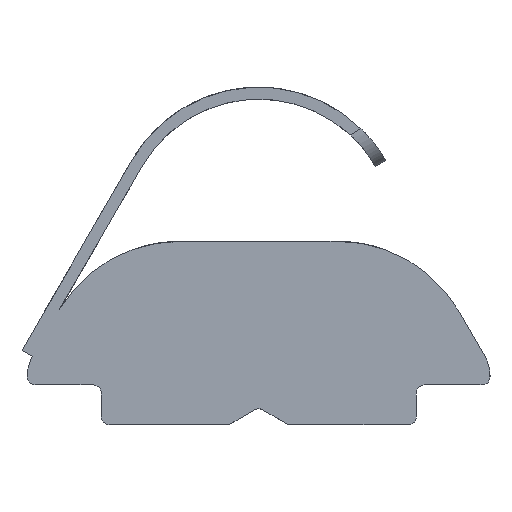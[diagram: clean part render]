
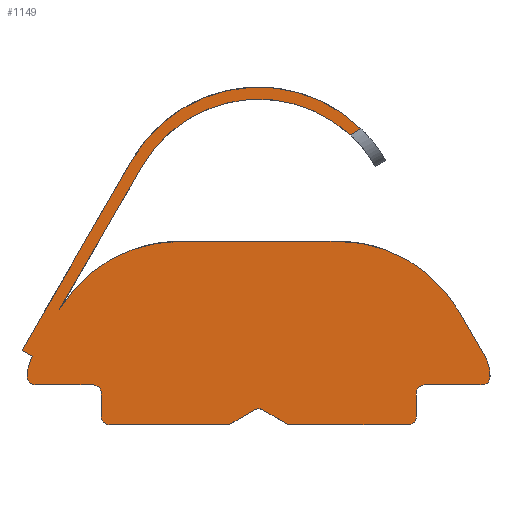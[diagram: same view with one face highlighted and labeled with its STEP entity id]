
A CAD part, left-side view. The second image highlights one B-rep face of the part: STEP entity #1149.
In plain terms, the highlighted planar face has unit normal (-1, 0, 0).
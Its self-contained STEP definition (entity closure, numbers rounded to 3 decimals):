
#34=PLANE('',#1251);
#84=FACE_OUTER_BOUND('',#145,.T.);
#145=EDGE_LOOP('',(#915,#916,#917,#918,#919,#920,#921,#922,#923,#924,#925,
#926,#927,#928,#929,#930,#931,#932,#933,#934,#935,#936,#937,#938,#939,#940,
#941,#942,#943));
#227=CIRCLE('',#1226,3.677);
#233=CIRCLE('',#1245,3.377);
#234=CIRCLE('',#1249,3.5);
#236=CIRCLE('',#1252,1.);
#237=CIRCLE('',#1253,0.2);
#238=CIRCLE('',#1254,0.2);
#239=CIRCLE('',#1255,0.2);
#240=CIRCLE('',#1256,0.2);
#241=CIRCLE('',#1257,0.2);
#242=CIRCLE('',#1258,0.2);
#243=CIRCLE('',#1259,0.2);
#244=CIRCLE('',#1260,1.);
#245=CIRCLE('',#1261,3.5);
#267=LINE('',#2632,#356);
#286=LINE('',#2790,#375);
#287=LINE('',#2796,#376);
#292=LINE('',#2804,#381);
#295=LINE('',#2816,#384);
#296=LINE('',#2820,#385);
#297=LINE('',#2824,#386);
#298=LINE('',#2828,#387);
#299=LINE('',#2830,#388);
#300=LINE('',#2834,#389);
#301=LINE('',#2836,#390);
#302=LINE('',#2840,#391);
#303=LINE('',#2844,#392);
#304=LINE('',#2848,#393);
#305=LINE('',#2852,#394);
#306=LINE('',#2855,#395);
#356=VECTOR('',#1376,1.);
#375=VECTOR('',#1437,1.);
#376=VECTOR('',#1444,1.);
#381=VECTOR('',#1451,1.);
#384=VECTOR('',#1464,1.);
#385=VECTOR('',#1467,1.);
#386=VECTOR('',#1470,1.);
#387=VECTOR('',#1473,1.);
#388=VECTOR('',#1474,1.);
#389=VECTOR('',#1477,1.);
#390=VECTOR('',#1478,1.);
#391=VECTOR('',#1481,1.);
#392=VECTOR('',#1484,1.);
#393=VECTOR('',#1487,1.);
#394=VECTOR('',#1490,1.);
#395=VECTOR('',#1493,1.);
#474=VERTEX_POINT('',#2608);
#476=VERTEX_POINT('',#2621);
#483=VERTEX_POINT('',#2673);
#501=VERTEX_POINT('',#2785);
#502=VERTEX_POINT('',#2788);
#503=VERTEX_POINT('',#2794);
#504=VERTEX_POINT('',#2795);
#507=VERTEX_POINT('',#2806);
#509=VERTEX_POINT('',#2813);
#510=VERTEX_POINT('',#2815);
#511=VERTEX_POINT('',#2817);
#512=VERTEX_POINT('',#2819);
#513=VERTEX_POINT('',#2821);
#514=VERTEX_POINT('',#2823);
#515=VERTEX_POINT('',#2825);
#516=VERTEX_POINT('',#2827);
#517=VERTEX_POINT('',#2829);
#518=VERTEX_POINT('',#2831);
#519=VERTEX_POINT('',#2833);
#520=VERTEX_POINT('',#2835);
#521=VERTEX_POINT('',#2837);
#522=VERTEX_POINT('',#2839);
#523=VERTEX_POINT('',#2841);
#524=VERTEX_POINT('',#2843);
#525=VERTEX_POINT('',#2845);
#526=VERTEX_POINT('',#2847);
#527=VERTEX_POINT('',#2849);
#528=VERTEX_POINT('',#2851);
#529=VERTEX_POINT('',#2853);
#609=EDGE_CURVE('',#474,#476,#267,.T.);
#618=EDGE_CURVE('',#483,#476,#227,.T.);
#647=EDGE_CURVE('',#502,#501,#286,.T.);
#648=EDGE_CURVE('',#474,#502,#233,.T.);
#649=EDGE_CURVE('',#503,#504,#287,.T.);
#654=EDGE_CURVE('',#504,#483,#292,.T.);
#655=EDGE_CURVE('',#501,#507,#234,.T.);
#659=EDGE_CURVE('',#509,#503,#236,.T.);
#660=EDGE_CURVE('',#510,#509,#295,.T.);
#661=EDGE_CURVE('',#511,#510,#237,.T.);
#662=EDGE_CURVE('',#512,#511,#296,.T.);
#663=EDGE_CURVE('',#513,#512,#238,.T.);
#664=EDGE_CURVE('',#514,#513,#297,.T.);
#665=EDGE_CURVE('',#515,#514,#239,.T.);
#666=EDGE_CURVE('',#516,#515,#298,.T.);
#667=EDGE_CURVE('',#517,#516,#299,.T.);
#668=EDGE_CURVE('',#518,#517,#240,.T.);
#669=EDGE_CURVE('',#519,#518,#300,.T.);
#670=EDGE_CURVE('',#520,#519,#301,.T.);
#671=EDGE_CURVE('',#521,#520,#241,.T.);
#672=EDGE_CURVE('',#522,#521,#302,.T.);
#673=EDGE_CURVE('',#523,#522,#242,.T.);
#674=EDGE_CURVE('',#524,#523,#303,.T.);
#675=EDGE_CURVE('',#525,#524,#243,.T.);
#676=EDGE_CURVE('',#526,#525,#304,.T.);
#677=EDGE_CURVE('',#527,#526,#244,.T.);
#678=EDGE_CURVE('',#528,#527,#305,.T.);
#679=EDGE_CURVE('',#529,#528,#245,.T.);
#680=EDGE_CURVE('',#507,#529,#306,.T.);
#915=ORIENTED_EDGE('',*,*,#655,.F.);
#916=ORIENTED_EDGE('',*,*,#647,.F.);
#917=ORIENTED_EDGE('',*,*,#648,.F.);
#918=ORIENTED_EDGE('',*,*,#609,.T.);
#919=ORIENTED_EDGE('',*,*,#618,.F.);
#920=ORIENTED_EDGE('',*,*,#654,.F.);
#921=ORIENTED_EDGE('',*,*,#649,.F.);
#922=ORIENTED_EDGE('',*,*,#659,.F.);
#923=ORIENTED_EDGE('',*,*,#660,.F.);
#924=ORIENTED_EDGE('',*,*,#661,.F.);
#925=ORIENTED_EDGE('',*,*,#662,.F.);
#926=ORIENTED_EDGE('',*,*,#663,.F.);
#927=ORIENTED_EDGE('',*,*,#664,.F.);
#928=ORIENTED_EDGE('',*,*,#665,.F.);
#929=ORIENTED_EDGE('',*,*,#666,.F.);
#930=ORIENTED_EDGE('',*,*,#667,.F.);
#931=ORIENTED_EDGE('',*,*,#668,.F.);
#932=ORIENTED_EDGE('',*,*,#669,.F.);
#933=ORIENTED_EDGE('',*,*,#670,.F.);
#934=ORIENTED_EDGE('',*,*,#671,.F.);
#935=ORIENTED_EDGE('',*,*,#672,.F.);
#936=ORIENTED_EDGE('',*,*,#673,.F.);
#937=ORIENTED_EDGE('',*,*,#674,.F.);
#938=ORIENTED_EDGE('',*,*,#675,.F.);
#939=ORIENTED_EDGE('',*,*,#676,.F.);
#940=ORIENTED_EDGE('',*,*,#677,.F.);
#941=ORIENTED_EDGE('',*,*,#678,.F.);
#942=ORIENTED_EDGE('',*,*,#679,.F.);
#943=ORIENTED_EDGE('',*,*,#680,.F.);
#1149=ADVANCED_FACE('',(#84),#34,.T.);
#1226=AXIS2_PLACEMENT_3D('',#2675,#1387,#1388);
#1245=AXIS2_PLACEMENT_3D('',#2792,#1440,#1441);
#1249=AXIS2_PLACEMENT_3D('',#2807,#1454,#1455);
#1251=AXIS2_PLACEMENT_3D('',#2812,#1460,#1461);
#1252=AXIS2_PLACEMENT_3D('',#2814,#1462,#1463);
#1253=AXIS2_PLACEMENT_3D('',#2818,#1465,#1466);
#1254=AXIS2_PLACEMENT_3D('',#2822,#1468,#1469);
#1255=AXIS2_PLACEMENT_3D('',#2826,#1471,#1472);
#1256=AXIS2_PLACEMENT_3D('',#2832,#1475,#1476);
#1257=AXIS2_PLACEMENT_3D('',#2838,#1479,#1480);
#1258=AXIS2_PLACEMENT_3D('',#2842,#1482,#1483);
#1259=AXIS2_PLACEMENT_3D('',#2846,#1485,#1486);
#1260=AXIS2_PLACEMENT_3D('',#2850,#1488,#1489);
#1261=AXIS2_PLACEMENT_3D('',#2854,#1491,#1492);
#1376=DIRECTION('',(0.,-0.866,0.5));
#1387=DIRECTION('center_axis',(1.,0.,0.));
#1388=DIRECTION('ref_axis',(0.,-0.866,0.5));
#1437=DIRECTION('',(0.,0.5,-0.866));
#1440=DIRECTION('center_axis',(-1.,0.,0.));
#1441=DIRECTION('ref_axis',(0.,-0.866,0.5));
#1444=DIRECTION('',(0.,0.866,0.5));
#1451=DIRECTION('',(0.,-0.5,0.866));
#1454=DIRECTION('center_axis',(1.,0.,0.));
#1455=DIRECTION('ref_axis',(0.,0.,1.));
#1460=DIRECTION('center_axis',(-1.,0.,0.));
#1461=DIRECTION('ref_axis',(0.,0.,-1.));
#1462=DIRECTION('center_axis',(1.,0.,0.));
#1463=DIRECTION('ref_axis',(0.,0.866,0.5));
#1464=DIRECTION('',(0.,0.,1.));
#1465=DIRECTION('center_axis',(1.,0.,0.));
#1466=DIRECTION('ref_axis',(0.,1.,0.));
#1467=DIRECTION('',(0.,1.,0.));
#1468=DIRECTION('center_axis',(-1.,0.,0.));
#1469=DIRECTION('ref_axis',(0.,-1.,0.));
#1470=DIRECTION('',(0.,0.,1.));
#1471=DIRECTION('center_axis',(1.,0.,0.));
#1472=DIRECTION('ref_axis',(0.,1.,0.));
#1473=DIRECTION('',(0.,1.,0.));
#1474=DIRECTION('',(0.,0.866,-0.5));
#1475=DIRECTION('center_axis',(-1.,0.,0.));
#1476=DIRECTION('ref_axis',(0.,-0.5,0.866));
#1477=DIRECTION('',(0.,0.866,0.5));
#1478=DIRECTION('',(0.,1.,0.));
#1479=DIRECTION('center_axis',(1.,0.,0.));
#1480=DIRECTION('ref_axis',(0.,0.,-1.));
#1481=DIRECTION('',(0.,0.,-1.));
#1482=DIRECTION('center_axis',(-1.,0.,0.));
#1483=DIRECTION('ref_axis',(0.,0.,1.));
#1484=DIRECTION('',(0.,1.,0.));
#1485=DIRECTION('center_axis',(1.,0.,0.));
#1486=DIRECTION('ref_axis',(0.,0.,-1.));
#1487=DIRECTION('',(0.,0.,-1.));
#1488=DIRECTION('center_axis',(1.,0.,0.));
#1489=DIRECTION('ref_axis',(0.,-1.,0.));
#1490=DIRECTION('',(0.,-0.5,-0.866));
#1491=DIRECTION('center_axis',(1.,0.,0.));
#1492=DIRECTION('ref_axis',(0.,-0.866,0.5));
#1493=DIRECTION('',(0.,-1.,0.));
#2608=CARTESIAN_POINT('',(-8.,-2.294,7.269));
#2621=CARTESIAN_POINT('',(-8.,-2.565,7.426));
#2632=CARTESIAN_POINT('',(-8.,0.923,5.412));
#2673=CARTESIAN_POINT('',(-8.,3.185,6.629));
#2675=CARTESIAN_POINT('Origin',(-8.,0.,4.79));
#2785=CARTESIAN_POINT('',(-8.,5.002,2.882));
#2788=CARTESIAN_POINT('',(-8.,2.925,6.479));
#2790=CARTESIAN_POINT('',(-8.,5.675,1.716));
#2792=CARTESIAN_POINT('Origin',(-8.,0.,4.79));
#2794=CARTESIAN_POINT('',(-8.,5.675,1.716));
#2795=CARTESIAN_POINT('',(-8.,5.935,1.866));
#2796=CARTESIAN_POINT('',(-8.,5.935,1.866));
#2804=CARTESIAN_POINT('',(-8.,3.185,6.629));
#2806=CARTESIAN_POINT('',(-8.,1.989,4.6));
#2807=CARTESIAN_POINT('Origin',(-8.,1.989,1.1));
#2812=CARTESIAN_POINT('Origin',(-8.,0.,2.094));
#2813=CARTESIAN_POINT('',(-8.,5.8,1.232));
#2814=CARTESIAN_POINT('Origin',(-8.,4.8,1.232));
#2815=CARTESIAN_POINT('',(-8.,5.8,1.2));
#2816=CARTESIAN_POINT('',(-8.,5.8,1.2));
#2817=CARTESIAN_POINT('',(-8.,5.6,1.));
#2818=CARTESIAN_POINT('Origin',(-8.,5.6,1.2));
#2819=CARTESIAN_POINT('',(-8.,4.15,1.));
#2820=CARTESIAN_POINT('',(-8.,4.15,1.));
#2821=CARTESIAN_POINT('',(-8.,3.95,0.8));
#2822=CARTESIAN_POINT('Origin',(-8.,4.15,0.8));
#2823=CARTESIAN_POINT('',(-8.,3.95,0.2));
#2824=CARTESIAN_POINT('',(-8.,3.95,0.2));
#2825=CARTESIAN_POINT('',(-8.,3.75,0.));
#2826=CARTESIAN_POINT('Origin',(-8.,3.75,0.2));
#2827=CARTESIAN_POINT('',(-8.,0.75,0.));
#2828=CARTESIAN_POINT('',(-8.,0.75,0.));
#2829=CARTESIAN_POINT('',(-8.,0.1,0.375));
#2830=CARTESIAN_POINT('',(-8.,0.1,0.375));
#2831=CARTESIAN_POINT('',(-8.,-0.1,0.375));
#2832=CARTESIAN_POINT('Origin',(-8.,0.,0.202));
#2833=CARTESIAN_POINT('',(-8.,-0.75,0.));
#2834=CARTESIAN_POINT('',(-8.,-0.75,0.));
#2835=CARTESIAN_POINT('',(-8.,-3.75,0.));
#2836=CARTESIAN_POINT('',(-8.,-3.75,0.));
#2837=CARTESIAN_POINT('',(-8.,-3.95,0.2));
#2838=CARTESIAN_POINT('Origin',(-8.,-3.75,0.2));
#2839=CARTESIAN_POINT('',(-8.,-3.95,0.8));
#2840=CARTESIAN_POINT('',(-8.,-3.95,0.8));
#2841=CARTESIAN_POINT('',(-8.,-4.15,1.));
#2842=CARTESIAN_POINT('Origin',(-8.,-4.15,0.8));
#2843=CARTESIAN_POINT('',(-8.,-5.6,1.));
#2844=CARTESIAN_POINT('',(-8.,-5.6,1.));
#2845=CARTESIAN_POINT('',(-8.,-5.8,1.2));
#2846=CARTESIAN_POINT('Origin',(-8.,-5.6,1.2));
#2847=CARTESIAN_POINT('',(-8.,-5.8,1.232));
#2848=CARTESIAN_POINT('',(-8.,-5.8,1.232));
#2849=CARTESIAN_POINT('',(-8.,-5.666,1.732));
#2850=CARTESIAN_POINT('Origin',(-8.,-4.8,1.232));
#2851=CARTESIAN_POINT('',(-8.,-5.021,2.85));
#2852=CARTESIAN_POINT('',(-8.,-5.021,2.85));
#2853=CARTESIAN_POINT('',(-8.,-1.989,4.6));
#2854=CARTESIAN_POINT('Origin',(-8.,-1.989,1.1));
#2855=CARTESIAN_POINT('',(-8.,1.989,4.6));
